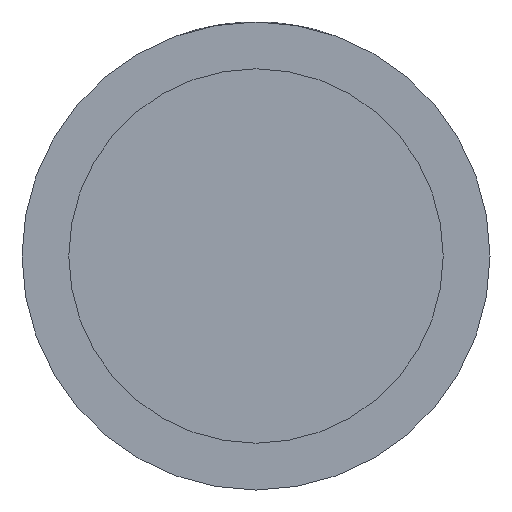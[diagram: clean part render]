
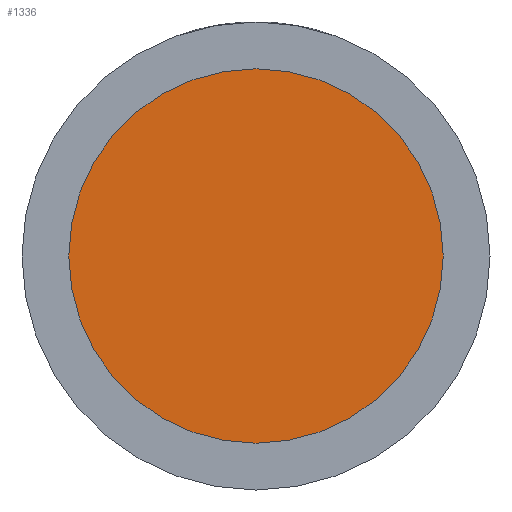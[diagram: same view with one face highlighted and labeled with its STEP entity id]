
A CAD part, front view. The second image highlights one B-rep face of the part: STEP entity #1336.
In plain terms, the highlighted planar face has unit normal (0, -1, 0).
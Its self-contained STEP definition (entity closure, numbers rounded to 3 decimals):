
#834 = CYLINDRICAL_SURFACE('',#835,6.);
#835 = AXIS2_PLACEMENT_3D('',#836,#837,#838);
#836 = CARTESIAN_POINT('',(7.5,2.05,0.));
#837 = DIRECTION('',(0.,1.,0.));
#838 = DIRECTION('',(1.,0.,0.));
#862 = VERTEX_POINT('',#863);
#863 = CARTESIAN_POINT('',(13.5,2.,0.));
#883 = EDGE_CURVE('',#862,#884,#886,.T.);
#884 = VERTEX_POINT('',#885);
#885 = CARTESIAN_POINT('',(1.5,2.,0.));
#886 = SURFACE_CURVE('',#887,(#892,#898),.PCURVE_S1.);
#887 = CIRCLE('',#888,6.);
#888 = AXIS2_PLACEMENT_3D('',#889,#890,#891);
#889 = CARTESIAN_POINT('',(7.5,2.,0.));
#890 = DIRECTION('',(0.,-1.,0.));
#891 = DIRECTION('',(-1.,0.,0.));
#892 = PCURVE('',#834,#893);
#893 = DEFINITIONAL_REPRESENTATION('',(#894),#897);
#894 = B_SPLINE_CURVE_WITH_KNOTS('',1,(#895,#896),.UNSPECIFIED.,.F.,.F.,
  (2,2),(0.,6.283),.PIECEWISE_BEZIER_KNOTS.);
#895 = CARTESIAN_POINT('',(9.425,-0.05));
#896 = CARTESIAN_POINT('',(3.142,-0.05));
#897 = ( GEOMETRIC_REPRESENTATION_CONTEXT(2) 
PARAMETRIC_REPRESENTATION_CONTEXT() REPRESENTATION_CONTEXT('2D SPACE',''
  ) );
#898 = PCURVE('',#899,#904);
#899 = PLANE('',#900);
#900 = AXIS2_PLACEMENT_3D('',#901,#902,#903);
#901 = CARTESIAN_POINT('',(7.5,2.,0.));
#902 = DIRECTION('',(0.,-1.,0.));
#903 = DIRECTION('',(-1.,0.,0.));
#904 = DEFINITIONAL_REPRESENTATION('',(#905),#909);
#905 = CIRCLE('',#906,6.);
#906 = AXIS2_PLACEMENT_2D('',#907,#908);
#907 = CARTESIAN_POINT('',(0.,0.));
#908 = DIRECTION('',(1.,0.));
#909 = ( GEOMETRIC_REPRESENTATION_CONTEXT(2) 
PARAMETRIC_REPRESENTATION_CONTEXT() REPRESENTATION_CONTEXT('2D SPACE',''
  ) );
#911 = EDGE_CURVE('',#884,#862,#912,.T.);
#912 = SURFACE_CURVE('',#913,(#918,#924),.PCURVE_S1.);
#913 = CIRCLE('',#914,6.);
#914 = AXIS2_PLACEMENT_3D('',#915,#916,#917);
#915 = CARTESIAN_POINT('',(7.5,2.,0.));
#916 = DIRECTION('',(0.,-1.,0.));
#917 = DIRECTION('',(-1.,0.,0.));
#918 = PCURVE('',#834,#919);
#919 = DEFINITIONAL_REPRESENTATION('',(#920),#923);
#920 = B_SPLINE_CURVE_WITH_KNOTS('',1,(#921,#922),.UNSPECIFIED.,.F.,.F.,
  (2,2),(0.,6.283),.PIECEWISE_BEZIER_KNOTS.);
#921 = CARTESIAN_POINT('',(3.142,-0.05));
#922 = CARTESIAN_POINT('',(-3.142,-0.05));
#923 = ( GEOMETRIC_REPRESENTATION_CONTEXT(2) 
PARAMETRIC_REPRESENTATION_CONTEXT() REPRESENTATION_CONTEXT('2D SPACE',''
  ) );
#924 = PCURVE('',#899,#925);
#925 = DEFINITIONAL_REPRESENTATION('',(#926),#930);
#926 = CIRCLE('',#927,6.);
#927 = AXIS2_PLACEMENT_2D('',#928,#929);
#928 = CARTESIAN_POINT('',(0.,0.));
#929 = DIRECTION('',(1.,0.));
#930 = ( GEOMETRIC_REPRESENTATION_CONTEXT(2) 
PARAMETRIC_REPRESENTATION_CONTEXT() REPRESENTATION_CONTEXT('2D SPACE',''
  ) );
#1336 = ADVANCED_FACE('',(#1337),#899,.T.);
#1337 = FACE_BOUND('',#1338,.T.);
#1338 = EDGE_LOOP('',(#1339,#1340));
#1339 = ORIENTED_EDGE('',*,*,#911,.T.);
#1340 = ORIENTED_EDGE('',*,*,#883,.T.);
